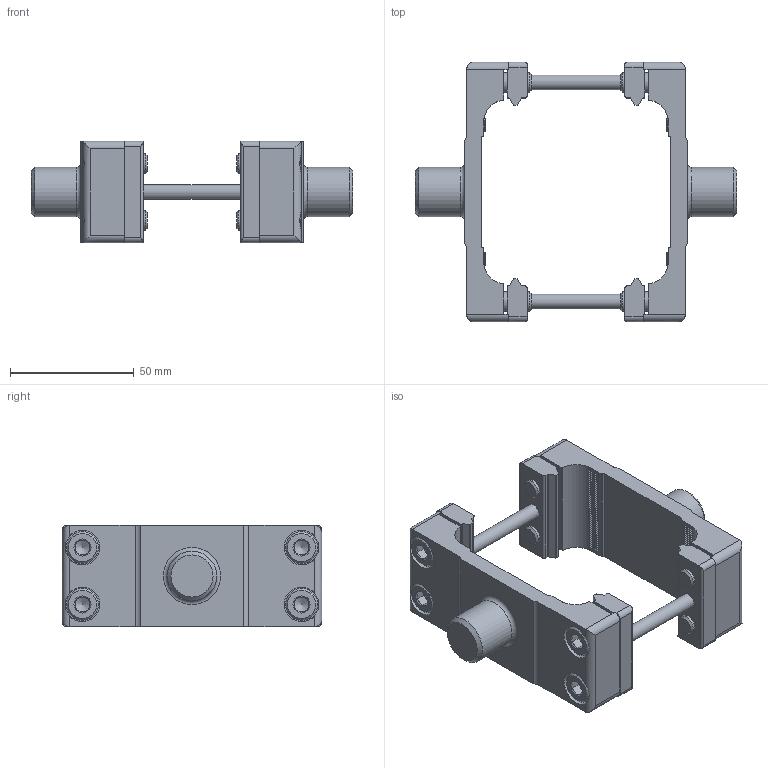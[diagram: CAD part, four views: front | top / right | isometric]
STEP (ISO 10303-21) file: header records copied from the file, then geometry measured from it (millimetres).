
FILE_DESCRIPTION(/* description */ ('STEP AP214'),/* implementation_level */ '2;1');
FILE_NAME(/* name */ '2214971_DAMT-V1-63-A',/* time_stamp */ '2024-07-26T13:00:11+02:00',/* author */ ('License CC BY-ND 4.0'),/* organization */ ('CADENAS'),/* preprocessor_version */ 'ST-DEVELOPER v19.3',/* originating_system */ 'PARTsolutions',/* authorisation */ ' ');
FILE_SCHEMA (('AUTOMOTIVE_DESIGN {1 0 10303 214 3 1 1}'));
Length unit declared in the file: millimetre
Products named in the file (5): 2214971 DAMT-V1-63-A; 2214971 DAMT-V1-63-A---(ZM_0_0); 242812 ZNU-63---(ST_4); 357944 ZNCM-63---(SR_4); DIN-912 - M8x18(F)
Assembly tree (16 placements, depth 2):
  2214971 DAMT-V1-63-A
    2214971 DAMT-V1-63-A---(ZM_0_0)  x2
    242812 ZNU-63---(ST_4)  x2
    357944 ZNCM-63---(SR_4)  x4
    DIN-912 - M8x18(F)  x8
Bounding box: 130 x 105 x 41 mm (x, y, z)
Volume: 116089.3 mm3; surface area: 53271.3 mm2
Topology: 16 solids, 16 shells, 1514 faces, 3760 edges, 2288 vertices
Faces by surface type: plane 1130, cylinder 272, cone 110, torus 2
Full cylindrical faces by diameter (mm): 6 x6, 6.647 x8, 7 x4, 8 x8, 8.6 x8, 13 x8, 14 x8, 20 x2
Entity records: 19240 total; most frequent: DIRECTION 3393, CARTESIAN_POINT 3326, ORIENTED_EDGE 3206, EDGE_CURVE 1603, AXIS2_PLACEMENT_3D 1140, LINE 1113, VECTOR 1113, VERTEX_POINT 1001
